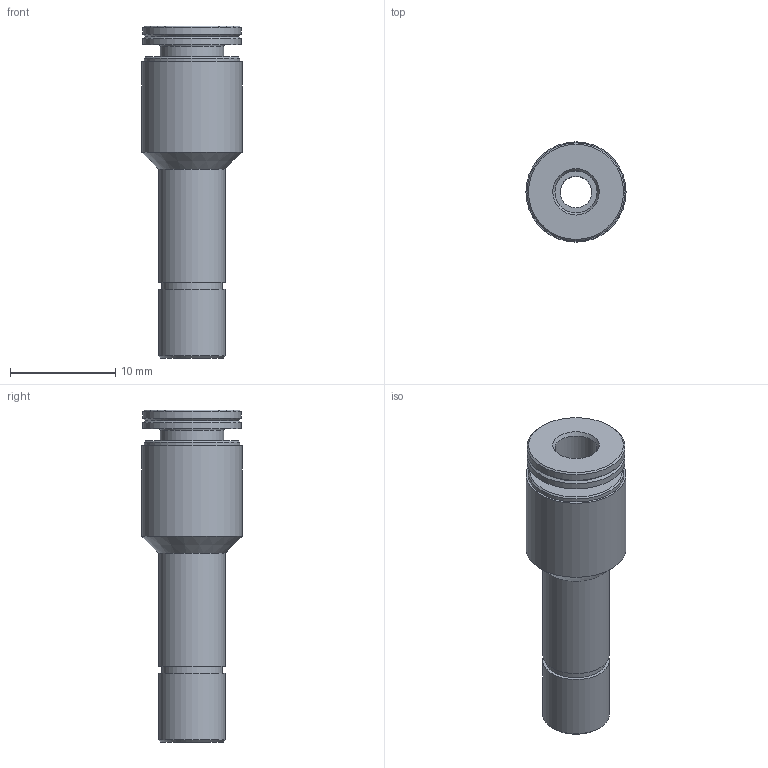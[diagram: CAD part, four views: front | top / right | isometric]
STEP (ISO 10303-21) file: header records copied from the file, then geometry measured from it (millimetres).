
FILE_DESCRIPTION(/* description */ ('STEP AP214'),/* implementation_level */ '2;1');
FILE_NAME(/* name */ '565355_CRQS-1_4H-5_32-U',/* time_stamp */ '2024-08-08T20:10:31+02:00',/* author */ ('License CC BY-ND 4.0'),/* organization */ ('CADENAS'),/* preprocessor_version */ 'ST-DEVELOPER v19.3',/* originating_system */ 'PARTsolutions',/* authorisation */ ' ');
FILE_SCHEMA (('AUTOMOTIVE_DESIGN {1 0 10303 214 3 1 1}'));
Length unit declared in the file: millimetre
Products named in the file (1): 565355 CRQS-1/4H-5/32-U
Bounding box: 9.5 x 9.5 x 31.5 mm (x, y, z)
Volume: 1141.2 mm3; surface area: 1267.4 mm2
Topology: 1 solids, 1 shells, 26 faces, 44 edges, 26 vertices
Faces by surface type: cylinder 10, plane 8, cone 7, torus 1
Full cylindrical faces by diameter (mm): 3 x1, 4 x1, 5.75 x1, 6 x1, 6.35 x2, 9.1 x1, 9.3 x2, 9.5 x1
Entity records: 558 total; most frequent: DIRECTION 106, CARTESIAN_POINT 79, AXIS2_PLACEMENT_3D 53, ORIENTED_EDGE 52, EDGE_LOOP 52, FACE_BOUND 52, EDGE_CURVE 26, VERTEX_POINT 26
